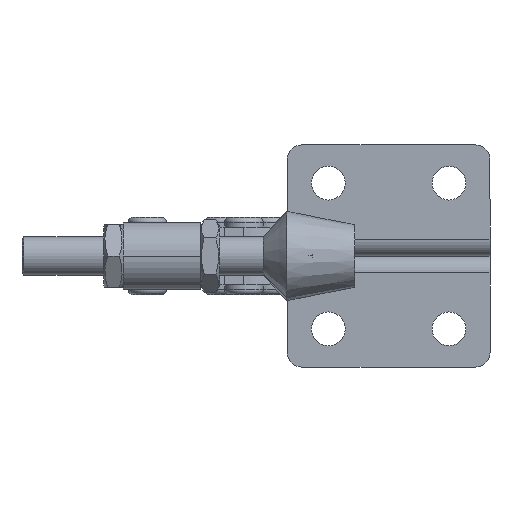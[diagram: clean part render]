
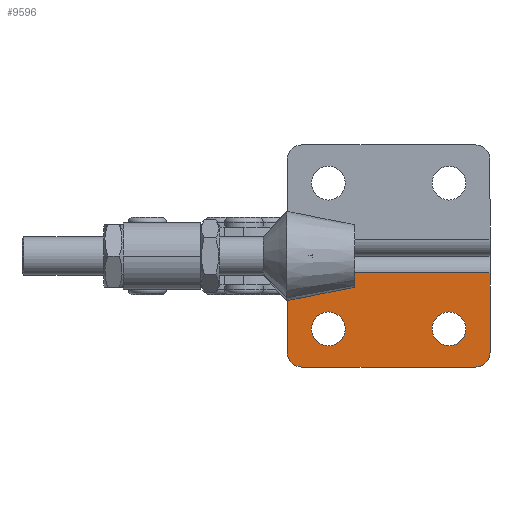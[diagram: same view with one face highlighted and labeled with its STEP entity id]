
A CAD part, left-side view. The second image highlights one B-rep face of the part: STEP entity #9596.
In plain terms, the highlighted planar face has unit normal (-1, 0, 0).
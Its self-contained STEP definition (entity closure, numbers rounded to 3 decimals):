
#494 = CIRCLE ( 'NONE', #19564, 3.5 ) ;
#518 = CIRCLE ( 'NONE', #19571, 3.5 ) ;
#530 = LINE ( 'NONE', #1298, #534 ) ;
#533 = CIRCLE ( 'NONE', #19577, 3. ) ;
#534 = VECTOR ( 'NONE', #1294, 1000. ) ;
#555 = LINE ( 'NONE', #15558, #560 ) ;
#560 = VECTOR ( 'NONE', #15561, 1000. ) ;
#564 = CIRCLE ( 'NONE', #19584, 3.5 ) ;
#573 = LINE ( 'NONE', #15584, #578 ) ;
#578 = VECTOR ( 'NONE', #15588, 1000. ) ;
#1204 = CARTESIAN_POINT ( 'NONE',  ( -3., 33.5, -15.1 ) ) ;
#1205 = DIRECTION ( 'NONE',  ( 1., 0., 0. ) ) ;
#1206 = DIRECTION ( 'NONE',  ( 0., 0., -1. ) ) ;
#1275 = CARTESIAN_POINT ( 'NONE',  ( -3., 8.5, -15.1 ) ) ;
#1276 = DIRECTION ( 'NONE',  ( 1., 0., 0. ) ) ;
#1277 = DIRECTION ( 'NONE',  ( 0., 0., -1. ) ) ;
#1294 = DIRECTION ( 'NONE',  ( 0., 1., 0. ) ) ;
#1298 = CARTESIAN_POINT ( 'NONE',  ( -3., 39., -23. ) ) ;
#1303 = CARTESIAN_POINT ( 'NONE',  ( -3., 3., -20. ) ) ;
#1304 = DIRECTION ( 'NONE',  ( 1., 0., 0. ) ) ;
#1305 = DIRECTION ( 'NONE',  ( 0., 0., 1. ) ) ;
#2321 = EDGE_CURVE ( 'NONE', #18100, #16711, #494, .T. ) ;
#2339 = EDGE_CURVE ( 'NONE', #16685, #18106, #518, .T. ) ;
#2349 = EDGE_CURVE ( 'NONE', #16755, #16792, #530, .T. ) ;
#2350 = EDGE_CURVE ( 'NONE', #16789, #16755, #533, .T. ) ;
#2365 = EDGE_CURVE ( 'NONE', #16754, #16774, #555, .T. ) ;
#2370 = EDGE_CURVE ( 'NONE', #16711, #18100, #564, .T. ) ;
#2376 = EDGE_CURVE ( 'NONE', #16756, #16789, #573, .T. ) ;
#3234 = CARTESIAN_POINT ( 'NONE',  ( -3., 8.5, -11.6 ) ) ;
#3260 = CARTESIAN_POINT ( 'NONE',  ( -3., 33.5, -11.6 ) ) ;
#3303 = CARTESIAN_POINT ( 'NONE',  ( -3., 42., -20. ) ) ;
#3304 = CARTESIAN_POINT ( 'NONE',  ( -3., 3., -23. ) ) ;
#3305 = CARTESIAN_POINT ( 'NONE',  ( -3., 0., -3.5 ) ) ;
#3323 = CARTESIAN_POINT ( 'NONE',  ( -3., 42., -3.5 ) ) ;
#3338 = CARTESIAN_POINT ( 'NONE',  ( -3., 0., -20. ) ) ;
#3341 = CARTESIAN_POINT ( 'NONE',  ( -3., 39., -23. ) ) ;
#3412 = CARTESIAN_POINT ( 'NONE',  ( -3., 33.5, -18.6 ) ) ;
#3418 = CARTESIAN_POINT ( 'NONE',  ( -3., 8.5, -18.6 ) ) ;
#3896 = CARTESIAN_POINT ( 'NONE',  ( -3., 39., -3.5 ) ) ;
#3897 = DIRECTION ( 'NONE',  ( 0., 1., 0. ) ) ;
#3935 = CARTESIAN_POINT ( 'NONE',  ( -3., 39., -20. ) ) ;
#3936 = DIRECTION ( 'NONE',  ( 1., 0., 0. ) ) ;
#3937 = DIRECTION ( 'NONE',  ( 0., 0., 1. ) ) ;
#3947 = CARTESIAN_POINT ( 'NONE',  ( -3., 8.5, -15.1 ) ) ;
#3948 = DIRECTION ( 'NONE',  ( 1., 0., 0. ) ) ;
#3949 = DIRECTION ( 'NONE',  ( 0., 0., -1. ) ) ;
#5095 = EDGE_CURVE ( 'NONE', #16756, #16774, #19801, .T. ) ;
#5109 = EDGE_CURVE ( 'NONE', #16792, #16754, #19819, .T. ) ;
#5112 = EDGE_CURVE ( 'NONE', #18106, #16685, #19822, .T. ) ;
#7854 = EDGE_LOOP ( 'NONE', ( #16660, #16661, #16662, #16663, #16664, #16666 ) ) ;
#7914 = EDGE_LOOP ( 'NONE', ( #16655, #16656 ) ) ;
#8782 = AXIS2_PLACEMENT_3D ( 'NONE', #23210, #23204, #23213 ) ;
#9596 = ADVANCED_FACE ( 'NONE', ( #13524, #13533, #13531 ), #23211, .T. ) ;
#13524 = FACE_BOUND ( 'NONE', #7914, .T. ) ;
#13531 = FACE_OUTER_BOUND ( 'NONE', #7854, .T. ) ;
#13533 = FACE_BOUND ( 'NONE', #18640, .T. ) ;
#15558 = CARTESIAN_POINT ( 'NONE',  ( -3., 42., -3. ) ) ;
#15561 = DIRECTION ( 'NONE',  ( 0., 0., 1. ) ) ;
#15572 = CARTESIAN_POINT ( 'NONE',  ( -3., 33.5, -15.1 ) ) ;
#15573 = DIRECTION ( 'NONE',  ( 1., 0., 0. ) ) ;
#15574 = DIRECTION ( 'NONE',  ( 0., 0., -1. ) ) ;
#15584 = CARTESIAN_POINT ( 'NONE',  ( -3., 0., -20. ) ) ;
#15588 = DIRECTION ( 'NONE',  ( 0., 0., -1. ) ) ;
#16655 = ORIENTED_EDGE ( 'NONE', *, *, #2321, .T. ) ;
#16656 = ORIENTED_EDGE ( 'NONE', *, *, #2370, .T. ) ;
#16657 = ORIENTED_EDGE ( 'NONE', *, *, #5112, .T. ) ;
#16658 = ORIENTED_EDGE ( 'NONE', *, *, #2339, .T. ) ;
#16660 = ORIENTED_EDGE ( 'NONE', *, *, #2376, .F. ) ;
#16661 = ORIENTED_EDGE ( 'NONE', *, *, #5095, .T. ) ;
#16662 = ORIENTED_EDGE ( 'NONE', *, *, #2365, .F. ) ;
#16663 = ORIENTED_EDGE ( 'NONE', *, *, #5109, .F. ) ;
#16664 = ORIENTED_EDGE ( 'NONE', *, *, #2349, .F. ) ;
#16666 = ORIENTED_EDGE ( 'NONE', *, *, #2350, .F. ) ;
#16685 = VERTEX_POINT ( 'NONE', #3234 ) ;
#16711 = VERTEX_POINT ( 'NONE', #3260 ) ;
#16754 = VERTEX_POINT ( 'NONE', #3303 ) ;
#16755 = VERTEX_POINT ( 'NONE', #3304 ) ;
#16756 = VERTEX_POINT ( 'NONE', #3305 ) ;
#16774 = VERTEX_POINT ( 'NONE', #3323 ) ;
#16789 = VERTEX_POINT ( 'NONE', #3338 ) ;
#16792 = VERTEX_POINT ( 'NONE', #3341 ) ;
#18100 = VERTEX_POINT ( 'NONE', #3412 ) ;
#18106 = VERTEX_POINT ( 'NONE', #3418 ) ;
#18640 = EDGE_LOOP ( 'NONE', ( #16657, #16658 ) ) ;
#19564 = AXIS2_PLACEMENT_3D ( 'NONE', #1204, #1205, #1206 ) ;
#19571 = AXIS2_PLACEMENT_3D ( 'NONE', #1275, #1276, #1277 ) ;
#19577 = AXIS2_PLACEMENT_3D ( 'NONE', #1303, #1304, #1305 ) ;
#19584 = AXIS2_PLACEMENT_3D ( 'NONE', #15572, #15573, #15574 ) ;
#19653 = AXIS2_PLACEMENT_3D ( 'NONE', #3935, #3936, #3937 ) ;
#19655 = AXIS2_PLACEMENT_3D ( 'NONE', #3947, #3948, #3949 ) ;
#19801 = LINE ( 'NONE', #3896, #19804 ) ;
#19804 = VECTOR ( 'NONE', #3897, 1000. ) ;
#19819 = CIRCLE ( 'NONE', #19653, 3. ) ;
#19822 = CIRCLE ( 'NONE', #19655, 3.5 ) ;
#23204 = DIRECTION ( 'NONE',  ( -1., 0., 0. ) ) ;
#23210 = CARTESIAN_POINT ( 'NONE',  ( -3., 39., -20. ) ) ;
#23211 = PLANE ( 'NONE',  #8782 ) ;
#23213 = DIRECTION ( 'NONE',  ( 0., 0., 1. ) ) ;
